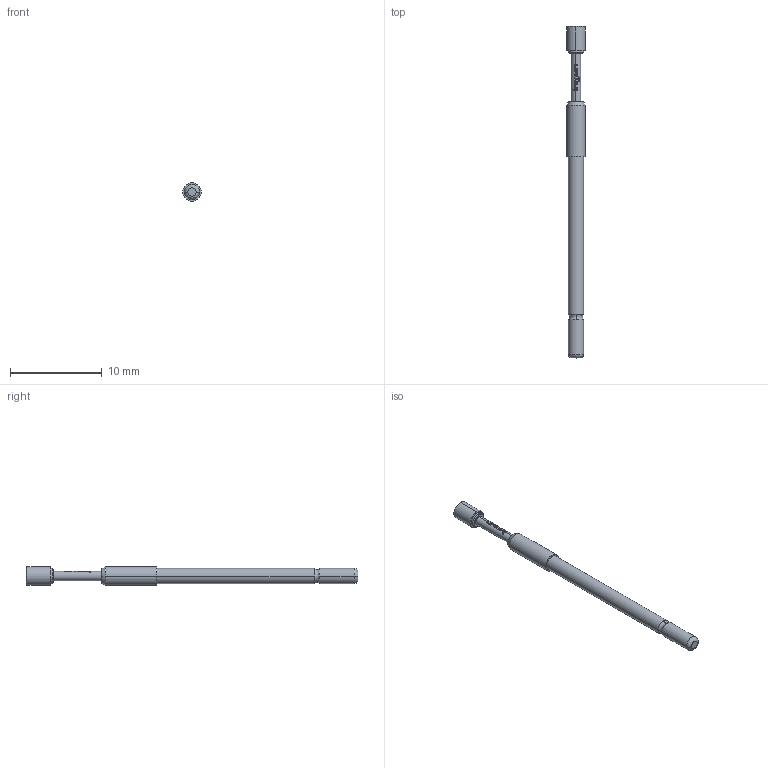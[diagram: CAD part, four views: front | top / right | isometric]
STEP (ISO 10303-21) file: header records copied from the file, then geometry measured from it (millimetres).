
FILE_DESCRIPTION (( 'STEP AP203' ), '1' );
FILE_NAME ('INGUN_HSS-118_305_200_S_xx06.STEP', '2022-02-02T08:41:11', ( 'ochi' ), ( '' ), 'SwSTEP 2.0', 'SolidWorks 2018', '' );
FILE_SCHEMA (( 'CONFIG_CONTROL_DESIGN' ));
Length unit declared in the file: millimetre
Products named in the file (1): INGUN_HSS-118_305_200_S_xx06
Bounding box: 2 x 36.27 x 2 mm (x, y, z)
Volume: 78.4 mm3; surface area: 195 mm2
Topology: 1 solids, 1 shells, 107 faces, 294 edges, 194 vertices
Faces by surface type: plane 45, cylinder 31, bspline 27, cone 4
Entity records: 3828 total; most frequent: CARTESIAN_POINT 1171, ORIENTED_EDGE 588, DIRECTION 484, EDGE_CURVE 294, AXIS2_PLACEMENT_3D 195, VERTEX_POINT 194, CIRCLE 114, EDGE_LOOP 112
